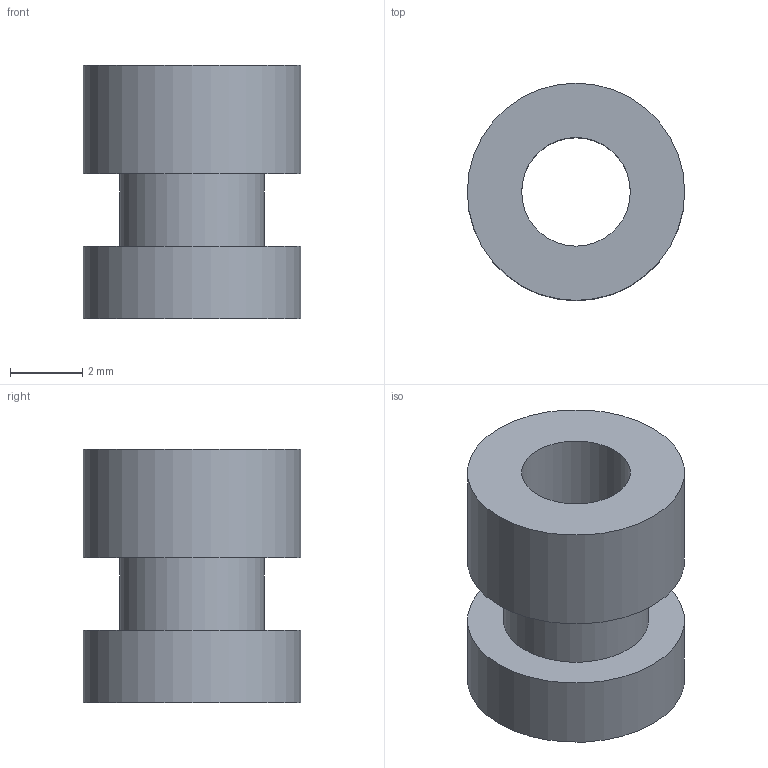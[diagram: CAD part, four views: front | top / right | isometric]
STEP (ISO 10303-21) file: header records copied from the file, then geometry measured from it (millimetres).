
FILE_DESCRIPTION(('STEP AP242'), '1');
FILE_NAME('stub', '2022-02-02T05:00:14', ('ancher'), (''), 'C3D Converter', 'C3D Toolkit', '');
FILE_SCHEMA(('AP242_MANAGED_MODEL_BASED_3D_ENGINEERING_MIM_LF { 1 0 10303 442 1 1 4 }'));
Length unit declared in the file: millimetre
Bounding box: 6 x 6 x 7 mm (x, y, z)
Volume: 117 mm3; surface area: 259.2 mm2
Topology: 1 solids, 1 shells, 8 faces, 28 edges, 40 vertices
Faces by surface type: plane 4, cylinder 4
Full cylindrical faces by diameter (mm): 3 x1, 4 x1, 6 x2
Entity records: 403 total; most frequent: CARTESIAN_POINT 57, DIRECTION 34, COLOUR_RGB 25, PRESENTATION_STYLE_ASSIGNMENT 25, STYLED_ITEM 25, AXIS2_PLACEMENT_3D 17, POLYLINE 16, CURVE_STYLE 16
